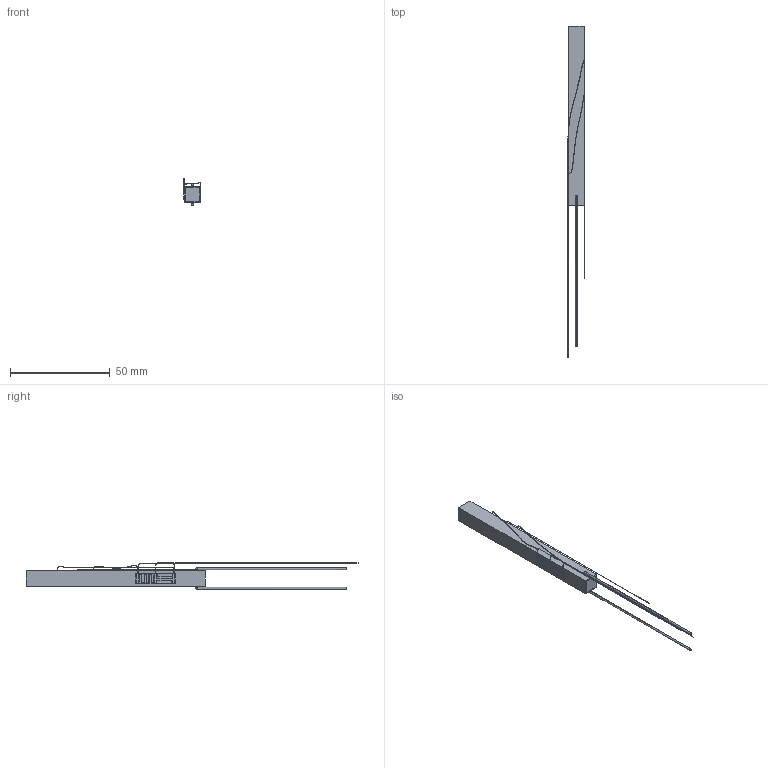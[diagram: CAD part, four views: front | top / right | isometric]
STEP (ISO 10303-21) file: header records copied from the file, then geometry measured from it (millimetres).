
FILE_DESCRIPTION (( 'STEP AP214' ), '1' );
FILE_NAME ('CTN016915-E0W.STEP', '2021-03-25T01:07:49', ( '' ), ( '' ), 'SwSTEP 2.0', 'SolidWorks 2018', '' );
FILE_SCHEMA (( 'AUTOMOTIVE_DESIGN' ));
Length unit declared in the file: millimetre
Products named in the file (1): CTN016915-E0W
Bounding box: 8.92 x 166.53 x 13.49 mm (x, y, z)
Volume: 5890.6 mm3; surface area: 3647.1 mm2
Topology: 2 solids, 2 shells, 180 faces, 468 edges, 302 vertices
Faces by surface type: plane 72, cylinder 60, torus 40, bspline 8
Entity records: 9998 total; most frequent: CARTESIAN_POINT 4117, DIRECTION 958, ORIENTED_EDGE 936, EDGE_CURVE 468, AXIS2_PLACEMENT_3D 365, VERTEX_POINT 302, LINE 228, VECTOR 228
